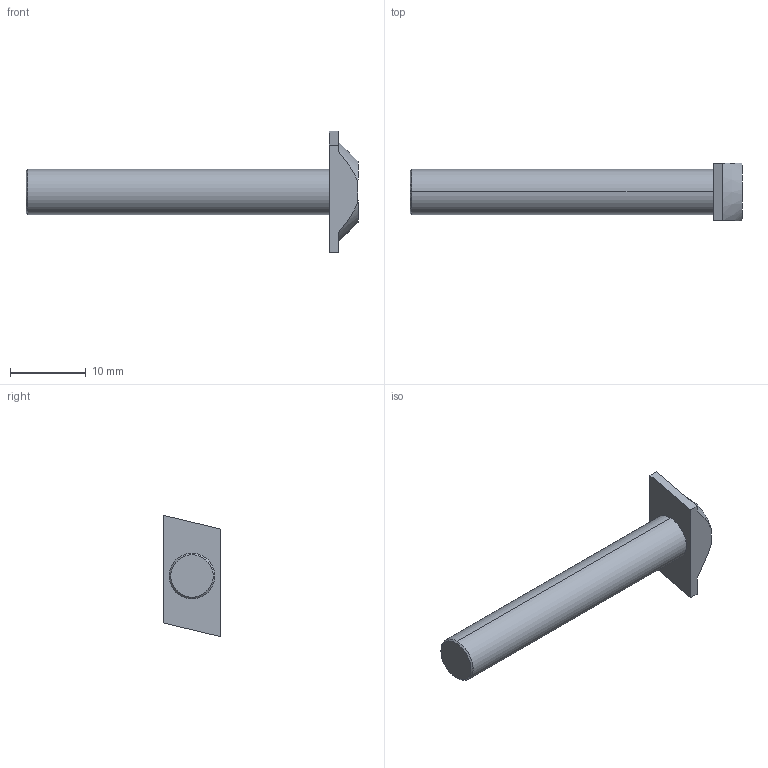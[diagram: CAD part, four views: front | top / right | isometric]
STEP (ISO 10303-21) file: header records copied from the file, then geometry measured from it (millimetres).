
FILE_DESCRIPTION (( 'STEP AP203' ), '1' );
FILE_NAME ('135-40.STEP', '2018-04-02T17:39:03', ( 'User2' ), ( '' ), 'SwSTEP 2.0', 'SolidWorks 2007', '' );
FILE_SCHEMA (( 'CONFIG_CONTROL_DESIGN' ));
Length unit declared in the file: millimetre
Products named in the file (1): 135-40
Bounding box: 43.8 x 7.6 x 16 mm (x, y, z)
Volume: 1449.1 mm3; surface area: 1076.3 mm2
Topology: 1 solids, 1 shells, 15 faces, 36 edges, 24 vertices
Faces by surface type: plane 9, cone 4, cylinder 2
Entity records: 539 total; most frequent: CARTESIAN_POINT 104, DIRECTION 76, ORIENTED_EDGE 72, EDGE_CURVE 36, AXIS2_PLACEMENT_3D 28, VERTEX_POINT 24, LINE 20, VECTOR 20
